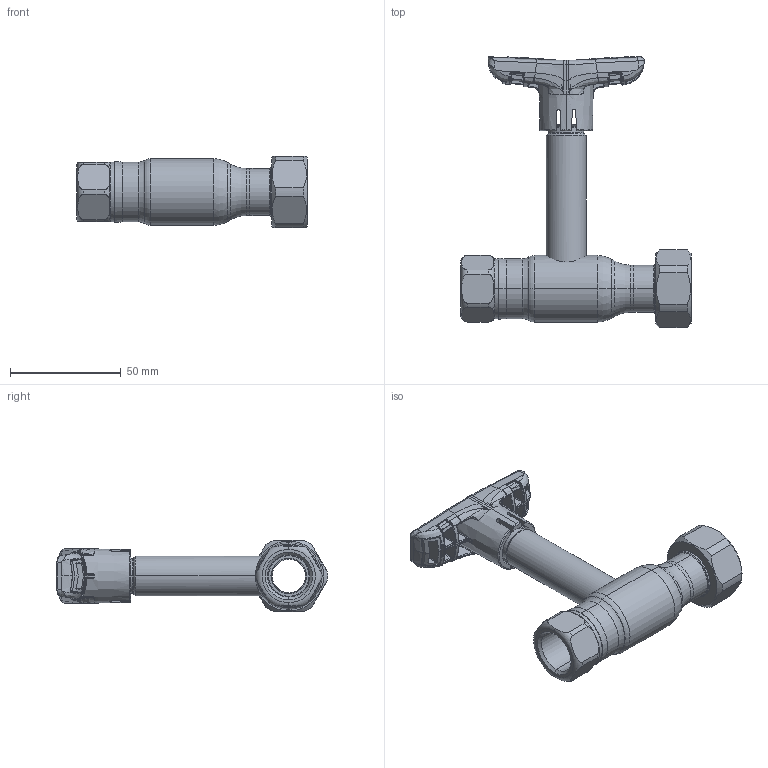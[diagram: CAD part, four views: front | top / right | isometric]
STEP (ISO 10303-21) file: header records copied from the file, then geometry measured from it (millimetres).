
FILE_DESCRIPTION (( 'STEP AP214' ), '1' );
FILE_NAME ('2015002201-0400.step', '2023-12-18T10:02:57', ( '' ), ( '' ), 'SwSTEP 2.0', 'SolidWorks 2021', '' );
FILE_SCHEMA (( 'AUTOMOTIVE_DESIGN' ));
Length unit declared in the file: millimetre
Products named in the file (1): 2015002201-0400
Bounding box: 103.8 x 122.18 x 32 mm (x, y, z)
Surface area: 26694.2 mm2 (no closed solid volume)
Topology: 0 solids, 10 shells, 760 faces, 2132 edges, 1311 vertices
Faces by surface type: bspline 560, plane 68, cylinder 54, torus 39, cone 31, sphere 8
Entity records: 56190 total; most frequent: CARTESIAN_POINT 33166, ORIENTED_EDGE 3824, EDGE_CURVE 2128, DIRECTION 1634, B_SPLINE_CURVE_WITH_KNOTS 1414, VERTEX_POINT 1311, EDGE_LOOP 771, UNCERTAINTY_MEASURE_WITH_UNIT 762
